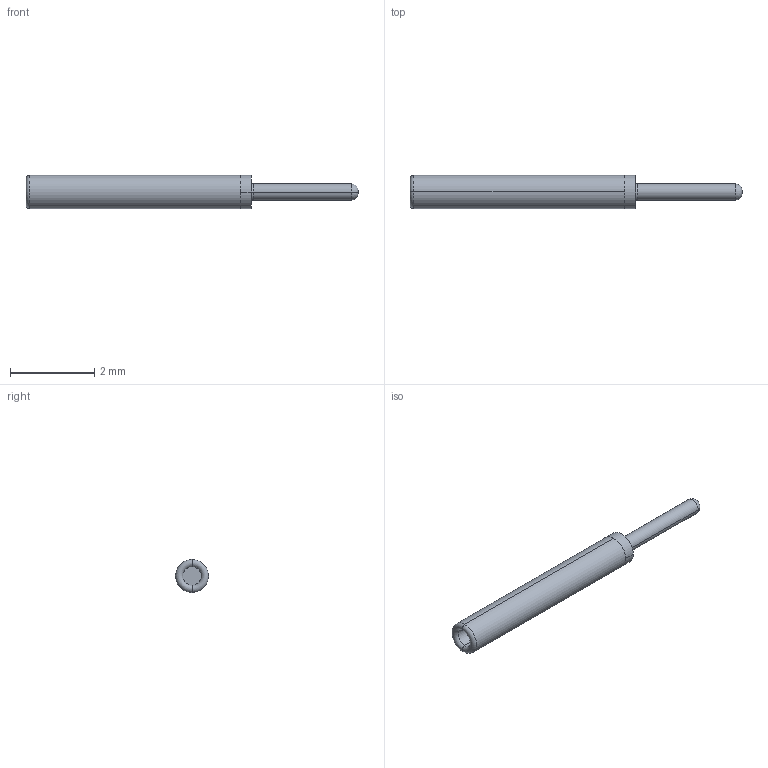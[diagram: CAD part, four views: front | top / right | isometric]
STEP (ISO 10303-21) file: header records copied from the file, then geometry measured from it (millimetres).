
FILE_DESCRIPTION (( 'STEP AP203' ), '1' );
FILE_NAME ('C-ICS40 B2 S2P1.STEP', '2011-04-25T20:29:52', ( 'Spare' ), ( 'Microsoft' ), 'SwSTEP 2.0', 'SolidWorks 2011', '' );
FILE_SCHEMA (( 'CONFIG_CONTROL_DESIGN' ));
Length unit declared in the file: inch
Products named in the file (1): C-ICS40 B2 S2P1
Bounding box: 7.9 x 0.79 x 0.79 mm (x, y, z)
Volume: 1.8 mm3; surface area: 29.9 mm2
Topology: 2 solids, 2 shells, 24 faces, 46 edges, 28 vertices
Faces by surface type: cylinder 12, torus 6, plane 6
Entity records: 701 total; most frequent: DIRECTION 130, CARTESIAN_POINT 99, ORIENTED_EDGE 92, AXIS2_PLACEMENT_3D 59, EDGE_CURVE 46, CIRCLE 34, EDGE_LOOP 28, VERTEX_POINT 28
